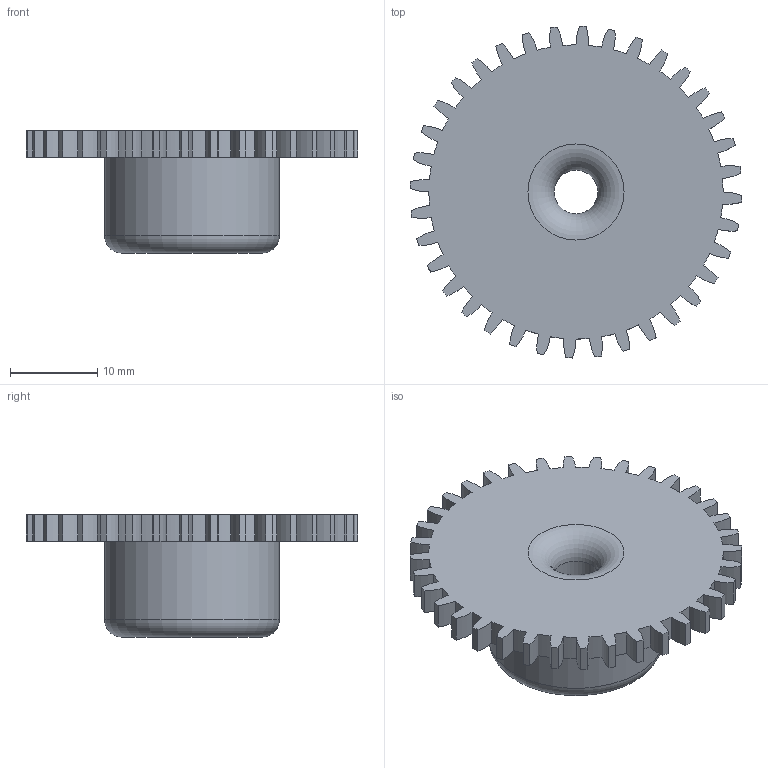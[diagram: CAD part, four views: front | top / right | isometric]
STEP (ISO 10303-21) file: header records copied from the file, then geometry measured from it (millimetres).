
FILE_DESCRIPTION(/* description */ (''),/* implementation_level */ '2;1');
FILE_NAME(/* name */ 'gear36 (~recovered).step',/* time_stamp */ '2021-09-17T23:50:17-05:00',/* author */ (''),/* organization */ (''),/* preprocessor_version */ 'ST-DEVELOPER v18.1',/* originating_system */ 'Autodesk Translation Framework v10.9.0.1377',/* authorisation */ '');
FILE_SCHEMA (('AUTOMOTIVE_DESIGN { 1 0 10303 214 3 1 1 }'));
Length unit declared in the file: millimetre
Products named in the file (1): (Unsaved)
Bounding box: 37.99 x 37.99 x 14 mm (x, y, z)
Volume: 6031.3 mm3; surface area: 3488.7 mm2
Topology: 1 solids, 1 shells, 152 faces, 446 edges, 297 vertices
Faces by surface type: cylinder 146, torus 3, plane 3
Full cylindrical faces by diameter (mm): 5 x1, 20 x1
Entity records: 5279 total; most frequent: DIRECTION 1052, CARTESIAN_POINT 896, ORIENTED_EDGE 892, AXIS2_PLACEMENT_3D 453, EDGE_CURVE 446, CIRCLE 300, VERTEX_POINT 297, EDGE_LOOP 155
